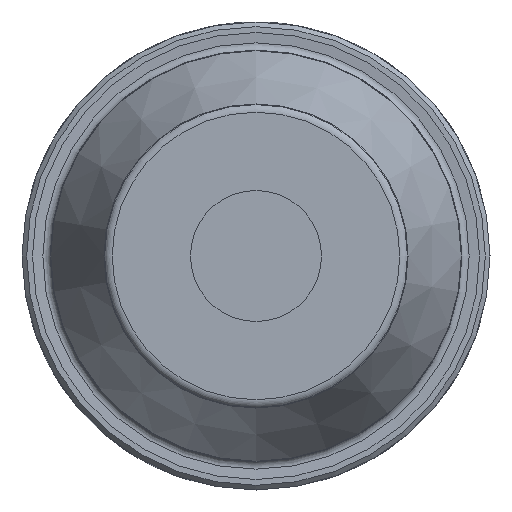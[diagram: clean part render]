
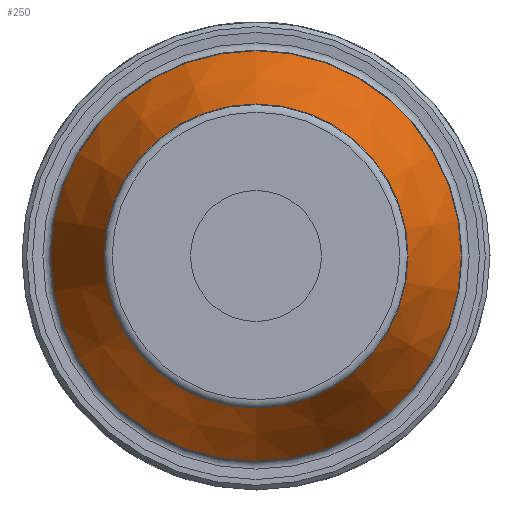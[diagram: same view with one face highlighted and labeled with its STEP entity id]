
A CAD part, left-side view. The second image highlights one B-rep face of the part: STEP entity #250.
In plain terms, the highlighted conical face has half-angle 25 degrees and reference radius 16.245 mm.
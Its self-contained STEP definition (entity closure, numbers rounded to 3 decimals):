
#123=CONICAL_SURFACE('',#782,16.245,25.);
#196=FACE_BOUND('',#365,.T.);
#197=FACE_BOUND('',#366,.T.);
#250=ADVANCED_FACE('',(#196,#197),#123,.T.);
#365=EDGE_LOOP('',(#523));
#366=EDGE_LOOP('',(#524));
#523=ORIENTED_EDGE('',*,*,#671,.T.);
#524=ORIENTED_EDGE('',*,*,#672,.F.);
#592=VERTEX_POINT('',#1843);
#593=VERTEX_POINT('',#1846);
#671=EDGE_CURVE('',#592,#592,#695,.T.);
#672=EDGE_CURVE('',#593,#593,#696,.T.);
#695=CIRCLE('',#779,21.934);
#696=CIRCLE('',#781,16.245);
#779=AXIS2_PLACEMENT_3D('',#1842,#956,#957);
#781=AXIS2_PLACEMENT_3D('',#1845,#960,#961);
#782=AXIS2_PLACEMENT_3D('',#1847,#962,#963);
#956=DIRECTION('',(-1.,0.,0.));
#957=DIRECTION('',(0.,0.,-1.));
#960=DIRECTION('',(-1.,0.,0.));
#961=DIRECTION('',(0.,0.,-1.));
#962=DIRECTION('',(1.,0.,0.));
#963=DIRECTION('',(0.,0.,-1.));
#1842=CARTESIAN_POINT('',(12.726,0.,0.));
#1843=CARTESIAN_POINT('',(12.726,0.,-21.934));
#1845=CARTESIAN_POINT('',(0.526,0.,0.));
#1846=CARTESIAN_POINT('',(0.526,0.,-16.245));
#1847=CARTESIAN_POINT('',(0.526,0.,0.));
